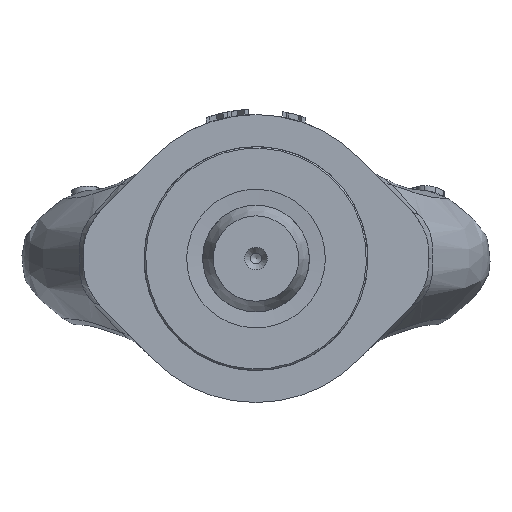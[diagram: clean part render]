
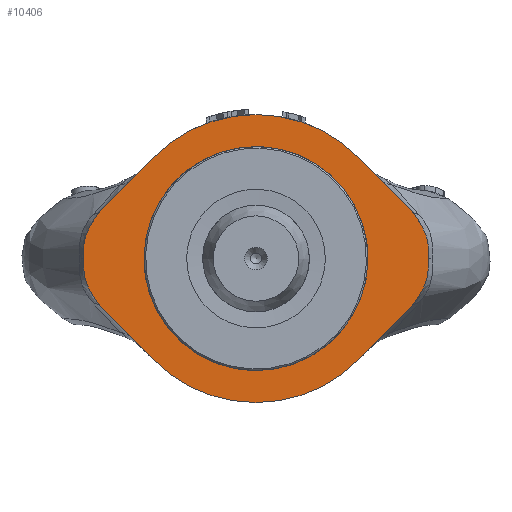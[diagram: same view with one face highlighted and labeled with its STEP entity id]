
A CAD part, front view. The second image highlights one B-rep face of the part: STEP entity #10406.
In plain terms, the highlighted face is planar.
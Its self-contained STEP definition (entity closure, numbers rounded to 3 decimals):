
#501=LINE('',#28161,#1047);
#504=LINE('',#28401,#1050);
#509=LINE('',#29137,#1055);
#512=LINE('',#29396,#1058);
#1047=VECTOR('',#12670,10.);
#1050=VECTOR('',#12681,10.);
#1055=VECTOR('',#12718,10.);
#1058=VECTOR('',#12733,10.);
#1460=PLANE('',#11198);
#1636=FACE_BOUND('',#2694,.T.);
#2042=FACE_OUTER_BOUND('',#2693,.T.);
#2693=EDGE_LOOP('',(#8446,#8447,#8448,#8449,#8450,#8451,#8452,#8453,#8454,
#8455,#8456,#8457,#8458,#8459));
#2694=EDGE_LOOP('',(#8460));
#3464=B_SPLINE_CURVE_WITH_KNOTS('',3,(#28288,#28289,#28290,#28291,#28292,
#28293,#28294,#28295),.UNSPECIFIED.,.F.,.F.,(4,2,2,4),(0.231,
0.314,0.381,0.537),.UNSPECIFIED.);
#3467=B_SPLINE_CURVE_WITH_KNOTS('',3,(#28462,#28463,#28464,#28465,#28466,
#28467,#28468,#28469,#28470,#28471),.UNSPECIFIED.,.F.,.F.,(4,2,2,2,4),(0.,
0.394,0.733,0.822,0.919),
 .UNSPECIFIED.);
#3472=B_SPLINE_CURVE_WITH_KNOTS('',3,(#29277,#29278,#29279,#29280,#29281,
#29282,#29283,#29284),.UNSPECIFIED.,.F.,.F.,(4,2,2,4),(0.231,
0.314,0.381,0.537),.UNSPECIFIED.);
#3477=B_SPLINE_CURVE_WITH_KNOTS('',3,(#29462,#29463,#29464,#29465,#29466,
#29467,#29468,#29469,#29470,#29471),.UNSPECIFIED.,.F.,.F.,(4,2,2,2,4),(0.,
0.394,0.733,0.822,0.919),
 .UNSPECIFIED.);
#3759=CIRCLE('',#11126,21.);
#3789=CIRCLE('',#11170,10.25);
#3791=CIRCLE('',#11173,10.25);
#3798=CIRCLE('',#11186,27.);
#3801=CIRCLE('',#11192,10.25);
#3803=CIRCLE('',#11195,10.25);
#3804=CIRCLE('',#11197,27.);
#4500=VERTEX_POINT('',#23382);
#4535=VERTEX_POINT('',#28158);
#4536=VERTEX_POINT('',#28160);
#4537=VERTEX_POINT('',#28279);
#4539=VERTEX_POINT('',#28283);
#4541=VERTEX_POINT('',#28398);
#4542=VERTEX_POINT('',#28400);
#4543=VERTEX_POINT('',#28461);
#4548=VERTEX_POINT('',#29134);
#4549=VERTEX_POINT('',#29136);
#4551=VERTEX_POINT('',#29274);
#4552=VERTEX_POINT('',#29276);
#4555=VERTEX_POINT('',#29393);
#4556=VERTEX_POINT('',#29395);
#4557=VERTEX_POINT('',#29457);
#5829=EDGE_CURVE('',#4500,#4500,#3759,.T.);
#5888=EDGE_CURVE('',#4535,#4536,#501,.T.);
#5893=EDGE_CURVE('',#4539,#4537,#3464,.F.);
#5898=EDGE_CURVE('',#4541,#4542,#504,.T.);
#5900=EDGE_CURVE('',#4542,#4539,#3789,.T.);
#5901=EDGE_CURVE('',#4543,#4537,#3467,.T.);
#5904=EDGE_CURVE('',#4543,#4535,#3791,.T.);
#5916=EDGE_CURVE('',#4549,#4548,#509,.T.);
#5919=EDGE_CURVE('',#4536,#4548,#3798,.T.);
#5921=EDGE_CURVE('',#4552,#4551,#3472,.F.);
#5928=EDGE_CURVE('',#4556,#4555,#512,.T.);
#5930=EDGE_CURVE('',#4555,#4552,#3801,.T.);
#5933=EDGE_CURVE('',#4557,#4551,#3477,.T.);
#5934=EDGE_CURVE('',#4557,#4549,#3803,.T.);
#5935=EDGE_CURVE('',#4541,#4556,#3804,.T.);
#8446=ORIENTED_EDGE('',*,*,#5935,.T.);
#8447=ORIENTED_EDGE('',*,*,#5928,.T.);
#8448=ORIENTED_EDGE('',*,*,#5930,.T.);
#8449=ORIENTED_EDGE('',*,*,#5921,.T.);
#8450=ORIENTED_EDGE('',*,*,#5933,.F.);
#8451=ORIENTED_EDGE('',*,*,#5934,.T.);
#8452=ORIENTED_EDGE('',*,*,#5916,.T.);
#8453=ORIENTED_EDGE('',*,*,#5919,.F.);
#8454=ORIENTED_EDGE('',*,*,#5888,.F.);
#8455=ORIENTED_EDGE('',*,*,#5904,.F.);
#8456=ORIENTED_EDGE('',*,*,#5901,.T.);
#8457=ORIENTED_EDGE('',*,*,#5893,.F.);
#8458=ORIENTED_EDGE('',*,*,#5900,.F.);
#8459=ORIENTED_EDGE('',*,*,#5898,.F.);
#8460=ORIENTED_EDGE('',*,*,#5829,.T.);
#10406=ADVANCED_FACE('',(#2042,#1636),#1460,.F.);
#11126=AXIS2_PLACEMENT_3D('',#23383,#12585,#12586);
#11170=AXIS2_PLACEMENT_3D('',#28404,#12685,#12686);
#11173=AXIS2_PLACEMENT_3D('',#29046,#12691,#12692);
#11186=AXIS2_PLACEMENT_3D('',#29157,#12722,#12723);
#11192=AXIS2_PLACEMENT_3D('',#29399,#12737,#12738);
#11195=AXIS2_PLACEMENT_3D('',#29537,#12743,#12744);
#11197=AXIS2_PLACEMENT_3D('',#29539,#12747,#12748);
#11198=AXIS2_PLACEMENT_3D('',#29540,#12749,#12750);
#12585=DIRECTION('center_axis',(0.,0.,1.));
#12586=DIRECTION('ref_axis',(1.,0.,0.));
#12670=DIRECTION('',(0.7,-0.714,0.));
#12681=DIRECTION('',(-0.7,-0.714,0.));
#12685=DIRECTION('center_axis',(0.,0.,1.));
#12686=DIRECTION('ref_axis',(1.,0.,0.));
#12691=DIRECTION('center_axis',(0.,0.,1.));
#12692=DIRECTION('ref_axis',(0.714,0.7,0.));
#12718=DIRECTION('',(-0.7,-0.714,0.));
#12722=DIRECTION('center_axis',(0.,0.,1.));
#12723=DIRECTION('ref_axis',(-0.714,0.7,0.));
#12733=DIRECTION('',(0.7,-0.714,0.));
#12737=DIRECTION('center_axis',(0.,0.,-1.));
#12738=DIRECTION('ref_axis',(-1.,0.,0.));
#12743=DIRECTION('center_axis',(0.,0.,-1.));
#12744=DIRECTION('ref_axis',(-0.714,0.7,0.));
#12747=DIRECTION('center_axis',(0.,0.,-1.));
#12748=DIRECTION('ref_axis',(-0.714,-0.7,0.));
#12749=DIRECTION('center_axis',(0.,0.,1.));
#12750=DIRECTION('ref_axis',(1.,0.,0.));
#23382=CARTESIAN_POINT('',(-21.,0.,0.));
#23383=CARTESIAN_POINT('Origin',(0.,0.,0.));
#28158=CARTESIAN_POINT('',(-29.066,-8.929,0.));
#28160=CARTESIAN_POINT('',(-19.272,-18.91,0.));
#28161=CARTESIAN_POINT('',(-29.066,-8.929,0.));
#28279=CARTESIAN_POINT('',(-32.253,0.,0.));
#28283=CARTESIAN_POINT('',(-30.247,7.483,0.));
#28288=CARTESIAN_POINT('Ctrl Pts',(-32.253,0.,
0.));
#28289=CARTESIAN_POINT('Ctrl Pts',(-32.353,1.812,0.));
#28290=CARTESIAN_POINT('Ctrl Pts',(-32.29,2.536,0.));
#28291=CARTESIAN_POINT('Ctrl Pts',(-32.1,3.598,0.));
#28292=CARTESIAN_POINT('Ctrl Pts',(-31.972,4.065,0.));
#28293=CARTESIAN_POINT('Ctrl Pts',(-31.43,5.574,0.));
#28294=CARTESIAN_POINT('Ctrl Pts',(-30.87,6.559,0.));
#28295=CARTESIAN_POINT('Ctrl Pts',(-30.247,7.483,0.));
#28398=CARTESIAN_POINT('',(-19.272,18.91,0.));
#28400=CARTESIAN_POINT('',(-29.066,8.929,0.));
#28401=CARTESIAN_POINT('',(-19.272,18.91,0.));
#28404=CARTESIAN_POINT('Origin',(-21.75,1.75,0.));
#28461=CARTESIAN_POINT('',(-30.247,-7.483,0.));
#28462=CARTESIAN_POINT('Ctrl Pts',(-30.247,-7.483,
0.));
#28463=CARTESIAN_POINT('Ctrl Pts',(-30.982,-6.393,
0.));
#28464=CARTESIAN_POINT('Ctrl Pts',(-31.627,-5.223,
0.));
#28465=CARTESIAN_POINT('Ctrl Pts',(-32.303,-2.868,
0.));
#28466=CARTESIAN_POINT('Ctrl Pts',(-32.316,-2.031,
0.));
#28467=CARTESIAN_POINT('Ctrl Pts',(-32.297,-1.059,
0.));
#28468=CARTESIAN_POINT('Ctrl Pts',(-32.291,-0.857,
0.));
#28469=CARTESIAN_POINT('Ctrl Pts',(-32.275,-0.435,
0.));
#28470=CARTESIAN_POINT('Ctrl Pts',(-32.265,-0.218,
0.));
#28471=CARTESIAN_POINT('Ctrl Pts',(-32.253,0.,
0.));
#29046=CARTESIAN_POINT('Origin',(-21.75,-1.75,0.));
#29134=CARTESIAN_POINT('',(19.272,-18.91,0.));
#29136=CARTESIAN_POINT('',(29.066,-8.929,0.));
#29137=CARTESIAN_POINT('',(29.066,-8.929,0.));
#29157=CARTESIAN_POINT('Origin',(0.,0.,0.));
#29274=CARTESIAN_POINT('',(32.253,0.,0.));
#29276=CARTESIAN_POINT('',(30.247,7.483,0.));
#29277=CARTESIAN_POINT('Ctrl Pts',(32.253,0.,
0.));
#29278=CARTESIAN_POINT('Ctrl Pts',(32.353,1.812,0.));
#29279=CARTESIAN_POINT('Ctrl Pts',(32.29,2.536,0.));
#29280=CARTESIAN_POINT('Ctrl Pts',(32.1,3.598,0.));
#29281=CARTESIAN_POINT('Ctrl Pts',(31.972,4.065,0.));
#29282=CARTESIAN_POINT('Ctrl Pts',(31.43,5.574,0.));
#29283=CARTESIAN_POINT('Ctrl Pts',(30.87,6.559,0.));
#29284=CARTESIAN_POINT('Ctrl Pts',(30.247,7.483,0.));
#29393=CARTESIAN_POINT('',(29.066,8.929,0.));
#29395=CARTESIAN_POINT('',(19.272,18.91,0.));
#29396=CARTESIAN_POINT('',(19.272,18.91,0.));
#29399=CARTESIAN_POINT('Origin',(21.75,1.75,0.));
#29457=CARTESIAN_POINT('',(30.247,-7.483,0.));
#29462=CARTESIAN_POINT('Ctrl Pts',(30.247,-7.483,0.));
#29463=CARTESIAN_POINT('Ctrl Pts',(30.982,-6.393,0.));
#29464=CARTESIAN_POINT('Ctrl Pts',(31.627,-5.223,0.));
#29465=CARTESIAN_POINT('Ctrl Pts',(32.303,-2.868,0.));
#29466=CARTESIAN_POINT('Ctrl Pts',(32.316,-2.031,0.));
#29467=CARTESIAN_POINT('Ctrl Pts',(32.297,-1.059,0.));
#29468=CARTESIAN_POINT('Ctrl Pts',(32.291,-0.857,0.));
#29469=CARTESIAN_POINT('Ctrl Pts',(32.275,-0.435,
0.));
#29470=CARTESIAN_POINT('Ctrl Pts',(32.265,-0.218,
0.));
#29471=CARTESIAN_POINT('Ctrl Pts',(32.253,0.,
0.));
#29537=CARTESIAN_POINT('Origin',(21.75,-1.75,0.));
#29539=CARTESIAN_POINT('Origin',(0.,0.,0.));
#29540=CARTESIAN_POINT('Origin',(0.,0.,
0.));
